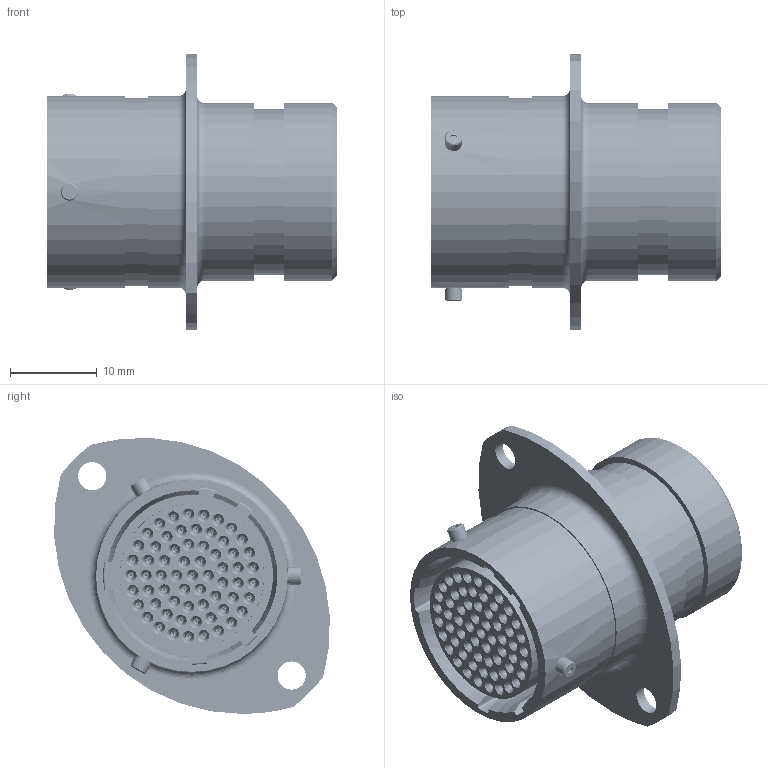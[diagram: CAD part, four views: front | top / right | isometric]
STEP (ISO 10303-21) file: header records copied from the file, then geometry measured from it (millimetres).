
FILE_DESCRIPTION (( 'STEP AP214' ), '1' );
FILE_NAME ('ASDD014-64SN.STEP', '2017-07-03T15:29:00', ( '' ), ( '' ), 'SwSTEP 2.0', 'SolidWorks 2015', '' );
FILE_SCHEMA (( 'AUTOMOTIVE_DESIGN' ));
Length unit declared in the file: inch
Products named in the file (1): ASDD014-64SN
Bounding box: 33.31 x 31.76 x 31.8 mm (x, y, z)
Volume: 8960.7 mm3; surface area: 20619.9 mm2
Topology: 69 solids, 72 shells, 7720 faces, 16536 edges, 9359 vertices
Faces by surface type: cylinder 2667, torus 2072, plane 1535, cone 1172, bspline 262, sphere 12
Entity records: 309910 total; most frequent: DIRECTION 40809, CARTESIAN_POINT 39740, ORIENTED_EDGE 32804, AXIS2_PLACEMENT_3D 17504, EDGE_CURVE 16402, CIRCLE 10045, VERTEX_POINT 9359, EDGE_LOOP 8521
